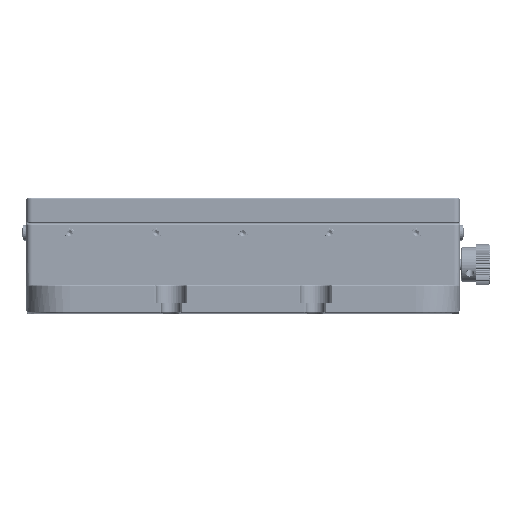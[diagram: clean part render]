
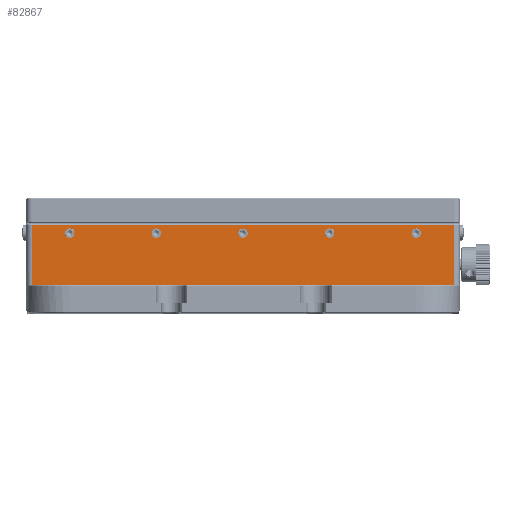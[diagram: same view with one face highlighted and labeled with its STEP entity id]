
A CAD part, top view. The second image highlights one B-rep face of the part: STEP entity #82867.
In plain terms, the highlighted planar face has unit normal (0, 0, 1).
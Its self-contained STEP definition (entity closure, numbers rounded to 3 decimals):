
#479 = DIRECTION ( 'NONE',  ( 0., 1., 0. ) ) ;
#1395 = LINE ( 'NONE', #21256, #71466 ) ;
#1486 = EDGE_CURVE ( 'NONE', #64810, #23896, #80690, .T. ) ;
#2235 = VERTEX_POINT ( 'NONE', #98809 ) ;
#2841 = CIRCLE ( 'NONE', #113201, 1.65 ) ;
#3014 = CARTESIAN_POINT ( 'NONE',  ( 160.502, 26.15, 89.618 ) ) ;
#3512 = AXIS2_PLACEMENT_3D ( 'NONE', #69359, #32230, #91697 ) ;
#7034 = CARTESIAN_POINT ( 'NONE',  ( 147.502, 10., 89.618 ) ) ;
#7389 = CARTESIAN_POINT ( 'NONE',  ( 293.502, 10., 89.618 ) ) ;
#8295 = VERTEX_POINT ( 'NONE', #40673 ) ;
#11152 = CIRCLE ( 'NONE', #45853, 1.65 ) ;
#12562 = VERTEX_POINT ( 'NONE', #30212 ) ;
#13601 = AXIS2_PLACEMENT_3D ( 'NONE', #103605, #123406, #83128 ) ;
#14299 = CARTESIAN_POINT ( 'NONE',  ( 250.502, 27.8, 89.618 ) ) ;
#15049 = CIRCLE ( 'NONE', #123267, 1.65 ) ;
#15834 = CARTESIAN_POINT ( 'NONE',  ( 280.502, 27.8, 89.618 ) ) ;
#15955 = DIRECTION ( 'NONE',  ( -1., 0., 0. ) ) ;
#17743 = DIRECTION ( 'NONE',  ( 0., 0., -1. ) ) ;
#18546 = DIRECTION ( 'NONE',  ( 0., 1., 0. ) ) ;
#19169 = AXIS2_PLACEMENT_3D ( 'NONE', #104324, #115179, #18546 ) ;
#19524 = DIRECTION ( 'NONE',  ( 0., 0., -1. ) ) ;
#21256 = CARTESIAN_POINT ( 'NONE',  ( 125.502, 30.8, 89.618 ) ) ;
#22453 = DIRECTION ( 'NONE',  ( 0., 1., 0. ) ) ;
#23896 = VERTEX_POINT ( 'NONE', #122570 ) ;
#24877 = VERTEX_POINT ( 'NONE', #3014 ) ;
#25387 = VERTEX_POINT ( 'NONE', #113515 ) ;
#25568 = FACE_BOUND ( 'NONE', #85602, .T. ) ;
#27136 = VERTEX_POINT ( 'NONE', #41016 ) ;
#28355 = EDGE_LOOP ( 'NONE', ( #126291, #82732 ) ) ;
#28940 = EDGE_CURVE ( 'NONE', #2235, #94062, #75907, .T. ) ;
#29308 = CARTESIAN_POINT ( 'NONE',  ( 220.502, 29.45, 89.618 ) ) ;
#29597 = LINE ( 'NONE', #56465, #49339 ) ;
#30185 = ORIENTED_EDGE ( 'NONE', *, *, #28940, .T. ) ;
#30212 = CARTESIAN_POINT ( 'NONE',  ( 160.502, 29.45, 89.618 ) ) ;
#30518 = ORIENTED_EDGE ( 'NONE', *, *, #51604, .T. ) ;
#30542 = CARTESIAN_POINT ( 'NONE',  ( 220.502, 27.8, 89.618 ) ) ;
#31417 = DIRECTION ( 'NONE',  ( 0., 0., -1. ) ) ;
#31927 = DIRECTION ( 'NONE',  ( 0., 1., 0. ) ) ;
#31955 = VERTEX_POINT ( 'NONE', #108849 ) ;
#32230 = DIRECTION ( 'NONE',  ( 0., 0., -1. ) ) ;
#32813 = CARTESIAN_POINT ( 'NONE',  ( 280.502, 26.15, 89.618 ) ) ;
#32856 = DIRECTION ( 'NONE',  ( 0., 1., 0. ) ) ;
#39594 = CIRCLE ( 'NONE', #45691, 1.65 ) ;
#40673 = CARTESIAN_POINT ( 'NONE',  ( 147.502, 30.8, 89.618 ) ) ;
#41016 = CARTESIAN_POINT ( 'NONE',  ( 280.502, 29.45, 89.618 ) ) ;
#42859 = DIRECTION ( 'NONE',  ( 0., 1., 0. ) ) ;
#43598 = CIRCLE ( 'NONE', #19169, 1.65 ) ;
#44096 = FACE_BOUND ( 'NONE', #28355, .T. ) ;
#44239 = AXIS2_PLACEMENT_3D ( 'NONE', #101867, #102499, #94156 ) ;
#44701 = ORIENTED_EDGE ( 'NONE', *, *, #55608, .T. ) ;
#45691 = AXIS2_PLACEMENT_3D ( 'NONE', #116753, #19524, #114845 ) ;
#45699 = VECTOR ( 'NONE', #22453, 1000. ) ;
#45853 = AXIS2_PLACEMENT_3D ( 'NONE', #15834, #17743, #75944 ) ;
#46349 = CIRCLE ( 'NONE', #115894, 1.65 ) ;
#47261 = CARTESIAN_POINT ( 'NONE',  ( 145.502, 10., 89.618 ) ) ;
#49339 = VECTOR ( 'NONE', #96125, 1000. ) ;
#51604 = EDGE_CURVE ( 'NONE', #8295, #95848, #29597, .T. ) ;
#53131 = ORIENTED_EDGE ( 'NONE', *, *, #73239, .T. ) ;
#54962 = FACE_BOUND ( 'NONE', #101508, .T. ) ;
#55588 = FACE_BOUND ( 'NONE', #91971, .T. ) ;
#55608 = EDGE_CURVE ( 'NONE', #27136, #122948, #11152, .T. ) ;
#56465 = CARTESIAN_POINT ( 'NONE',  ( 147.502, 31., 89.618 ) ) ;
#58701 = EDGE_CURVE ( 'NONE', #113509, #102936, #39594, .T. ) ;
#58711 = CIRCLE ( 'NONE', #3512, 1.65 ) ;
#58967 = EDGE_CURVE ( 'NONE', #94062, #2235, #2841, .T. ) ;
#60261 = DIRECTION ( 'NONE',  ( -1., 0., 0. ) ) ;
#63543 = DIRECTION ( 'NONE',  ( 0., 1., 0. ) ) ;
#64810 = VERTEX_POINT ( 'NONE', #7389 ) ;
#69359 = CARTESIAN_POINT ( 'NONE',  ( 160.502, 27.8, 89.618 ) ) ;
#69437 = ORIENTED_EDGE ( 'NONE', *, *, #89886, .T. ) ;
#69696 = EDGE_CURVE ( 'NONE', #12562, #24877, #58711, .T. ) ;
#70947 = EDGE_CURVE ( 'NONE', #102936, #113509, #46349, .T. ) ;
#71466 = VECTOR ( 'NONE', #60261, 1000. ) ;
#72707 = EDGE_LOOP ( 'NONE', ( #44701, #102022 ) ) ;
#73239 = EDGE_CURVE ( 'NONE', #23896, #8295, #1395, .T. ) ;
#73699 = CARTESIAN_POINT ( 'NONE',  ( 190.502, 26.15, 89.618 ) ) ;
#73821 = ORIENTED_EDGE ( 'NONE', *, *, #1486, .T. ) ;
#75522 = ORIENTED_EDGE ( 'NONE', *, *, #58967, .T. ) ;
#75907 = CIRCLE ( 'NONE', #124942, 1.65 ) ;
#75944 = DIRECTION ( 'NONE',  ( 0., 1., 0. ) ) ;
#80418 = DIRECTION ( 'NONE',  ( 0., 0., -1. ) ) ;
#80690 = LINE ( 'NONE', #99265, #45699 ) ;
#82732 = ORIENTED_EDGE ( 'NONE', *, *, #58701, .T. ) ;
#82745 = CARTESIAN_POINT ( 'NONE',  ( 190.502, 27.8, 89.618 ) ) ;
#82867 = ADVANCED_FACE ( 'NONE', ( #44096, #55588, #54962, #122141, #25568, #114455 ), #85028, .F. ) ;
#83060 = CARTESIAN_POINT ( 'NONE',  ( 190.502, 27.8, 89.618 ) ) ;
#83128 = DIRECTION ( 'NONE',  ( -1., 0., 0. ) ) ;
#83985 = ORIENTED_EDGE ( 'NONE', *, *, #87975, .T. ) ;
#85028 = PLANE ( 'NONE',  #13601 ) ;
#85560 = VECTOR ( 'NONE', #15955, 1000. ) ;
#85602 = EDGE_LOOP ( 'NONE', ( #83985, #69437 ) ) ;
#87975 = EDGE_CURVE ( 'NONE', #31955, #25387, #98266, .T. ) ;
#89195 = CIRCLE ( 'NONE', #44239, 1.65 ) ;
#89886 = EDGE_CURVE ( 'NONE', #25387, #31955, #15049, .T. ) ;
#90252 = CARTESIAN_POINT ( 'NONE',  ( 250.502, 27.8, 89.618 ) ) ;
#91697 = DIRECTION ( 'NONE',  ( 0., 1., 0. ) ) ;
#91971 = EDGE_LOOP ( 'NONE', ( #30185, #75522 ) ) ;
#92481 = EDGE_CURVE ( 'NONE', #122948, #27136, #89195, .T. ) ;
#94062 = VERTEX_POINT ( 'NONE', #73699 ) ;
#94156 = DIRECTION ( 'NONE',  ( 0., 1., 0. ) ) ;
#95848 = VERTEX_POINT ( 'NONE', #7034 ) ;
#96125 = DIRECTION ( 'NONE',  ( 0., -1., 0. ) ) ;
#96237 = AXIS2_PLACEMENT_3D ( 'NONE', #90252, #31417, #42859 ) ;
#98266 = CIRCLE ( 'NONE', #96237, 1.65 ) ;
#98809 = CARTESIAN_POINT ( 'NONE',  ( 190.502, 29.45, 89.618 ) ) ;
#99265 = CARTESIAN_POINT ( 'NONE',  ( 293.502, 31., 89.618 ) ) ;
#100382 = DIRECTION ( 'NONE',  ( 0., 0., -1. ) ) ;
#101390 = CARTESIAN_POINT ( 'NONE',  ( 220.502, 26.15, 89.618 ) ) ;
#101508 = EDGE_LOOP ( 'NONE', ( #111846, #123466 ) ) ;
#101867 = CARTESIAN_POINT ( 'NONE',  ( 280.502, 27.8, 89.618 ) ) ;
#102022 = ORIENTED_EDGE ( 'NONE', *, *, #92481, .T. ) ;
#102499 = DIRECTION ( 'NONE',  ( 0., 0., -1. ) ) ;
#102581 = DIRECTION ( 'NONE',  ( 0., 0., -1. ) ) ;
#102936 = VERTEX_POINT ( 'NONE', #29308 ) ;
#103605 = CARTESIAN_POINT ( 'NONE',  ( 125.502, 31., 89.618 ) ) ;
#104324 = CARTESIAN_POINT ( 'NONE',  ( 160.502, 27.8, 89.618 ) ) ;
#108849 = CARTESIAN_POINT ( 'NONE',  ( 250.502, 29.45, 89.618 ) ) ;
#111846 = ORIENTED_EDGE ( 'NONE', *, *, #69696, .T. ) ;
#112181 = DIRECTION ( 'NONE',  ( 0., 0., -1. ) ) ;
#113201 = AXIS2_PLACEMENT_3D ( 'NONE', #82745, #102581, #32856 ) ;
#113509 = VERTEX_POINT ( 'NONE', #101390 ) ;
#113515 = CARTESIAN_POINT ( 'NONE',  ( 250.502, 26.15, 89.618 ) ) ;
#113799 = EDGE_LOOP ( 'NONE', ( #73821, #53131, #30518, #116606 ) ) ;
#114455 = FACE_OUTER_BOUND ( 'NONE', #113799, .T. ) ;
#114845 = DIRECTION ( 'NONE',  ( 0., 1., 0. ) ) ;
#115114 = LINE ( 'NONE', #47261, #85560 ) ;
#115179 = DIRECTION ( 'NONE',  ( 0., 0., -1. ) ) ;
#115894 = AXIS2_PLACEMENT_3D ( 'NONE', #30542, #80418, #479 ) ;
#116606 = ORIENTED_EDGE ( 'NONE', *, *, #117105, .F. ) ;
#116753 = CARTESIAN_POINT ( 'NONE',  ( 220.502, 27.8, 89.618 ) ) ;
#117105 = EDGE_CURVE ( 'NONE', #64810, #95848, #115114, .T. ) ;
#122141 = FACE_BOUND ( 'NONE', #72707, .T. ) ;
#122570 = CARTESIAN_POINT ( 'NONE',  ( 293.502, 30.8, 89.618 ) ) ;
#122948 = VERTEX_POINT ( 'NONE', #32813 ) ;
#123267 = AXIS2_PLACEMENT_3D ( 'NONE', #14299, #112181, #63543 ) ;
#123406 = DIRECTION ( 'NONE',  ( 0., 0., -1. ) ) ;
#123466 = ORIENTED_EDGE ( 'NONE', *, *, #124677, .T. ) ;
#124677 = EDGE_CURVE ( 'NONE', #24877, #12562, #43598, .T. ) ;
#124942 = AXIS2_PLACEMENT_3D ( 'NONE', #83060, #100382, #31927 ) ;
#126291 = ORIENTED_EDGE ( 'NONE', *, *, #70947, .T. ) ;
